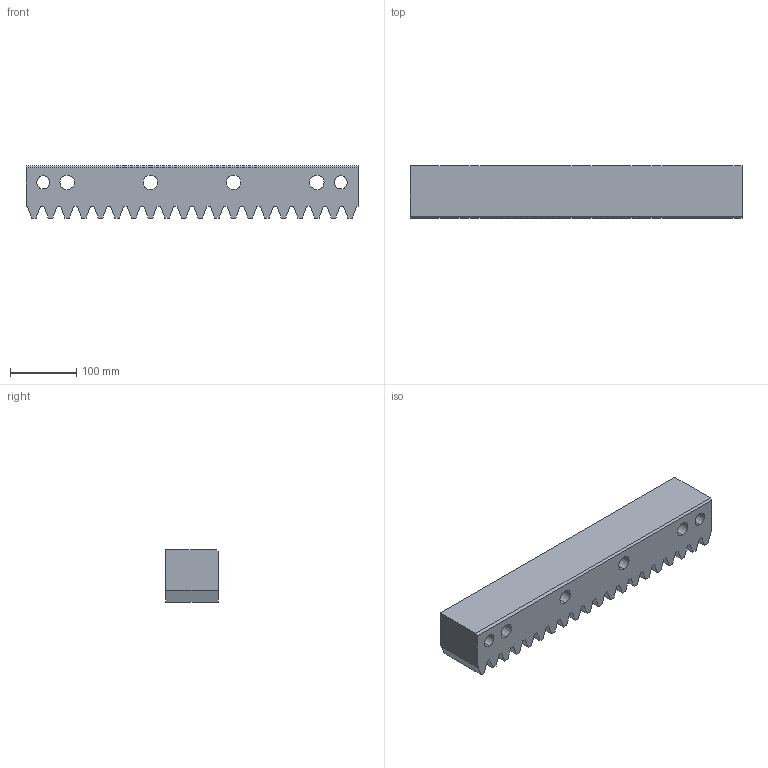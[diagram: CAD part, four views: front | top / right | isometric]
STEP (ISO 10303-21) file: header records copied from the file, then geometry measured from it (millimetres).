
FILE_DESCRIPTION(('STEP AP214'),'1');
FILE_NAME('144-080-405.stp','2017-10-09T11:45:05',('TraceParts'),('TraceParts S.A.'),'Spatial InterOp 3D',' ',' ');
FILE_SCHEMA(('automotive_design'));
Length unit declared in the file: millimetre
Products named in the file (1): 144-080-405
Bounding box: 501.39 x 79 x 79 mm (x, y, z)
Volume: 2583834.1 mm3; surface area: 228798 mm2
Topology: 1 solids, 1 shells, 111 faces, 315 edges, 210 vertices
Faces by surface type: plane 91, cylinder 20
Entity records: 4506 total; most frequent: CARTESIAN_POINT 637, ORIENTED_EDGE 630, DIRECTION 579, EDGE_CURVE 315, LINE 275, VECTOR 275, VERTEX_POINT 210, AXIS2_PLACEMENT_3D 152
